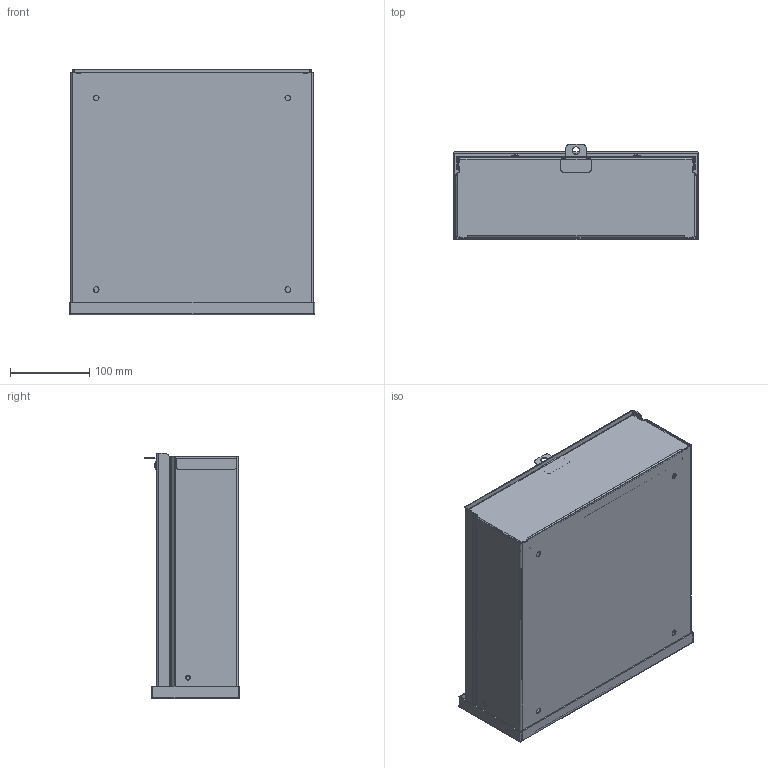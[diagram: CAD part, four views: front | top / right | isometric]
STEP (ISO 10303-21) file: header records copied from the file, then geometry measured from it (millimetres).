
FILE_DESCRIPTION (( 'STEP AP214' ), '1' );
FILE_NAME ('SCE-12R124.STEP', '2021-01-20T13:02:30', ( '' ), ( '' ), 'SwSTEP 2.0', 'SolidWorks 2019', '' );
FILE_SCHEMA (( 'AUTOMOTIVE_DESIGN' ));
Length unit declared in the file: inch
Products named in the file (1): SCE-12R124
Bounding box: 308.76 x 119.32 x 309.23 mm (x, y, z)
Volume: 437637.8 mm3; surface area: 701391.1 mm2
Topology: 11 solids, 11 shells, 398 faces, 1059 edges, 642 vertices
Faces by surface type: plane 181, cylinder 143, bspline 54, cone 12, sphere 8
Full cylindrical faces by diameter (mm): 4.775 x6, 4.826 x3, 4.902 x1, 6.325 x2, 6.35 x2, 6.502 x2, 7.137 x4, 8.636 x2, 9.474 x2, 9.525 x1
Entity records: 18470 total; most frequent: CARTESIAN_POINT 3835, ORIENTED_EDGE 1928, DIRECTION 1842, EDGE_CURVE 964, AXIS2_PLACEMENT_3D 647, VERTEX_POINT 632, VECTOR 548, LINE 548
